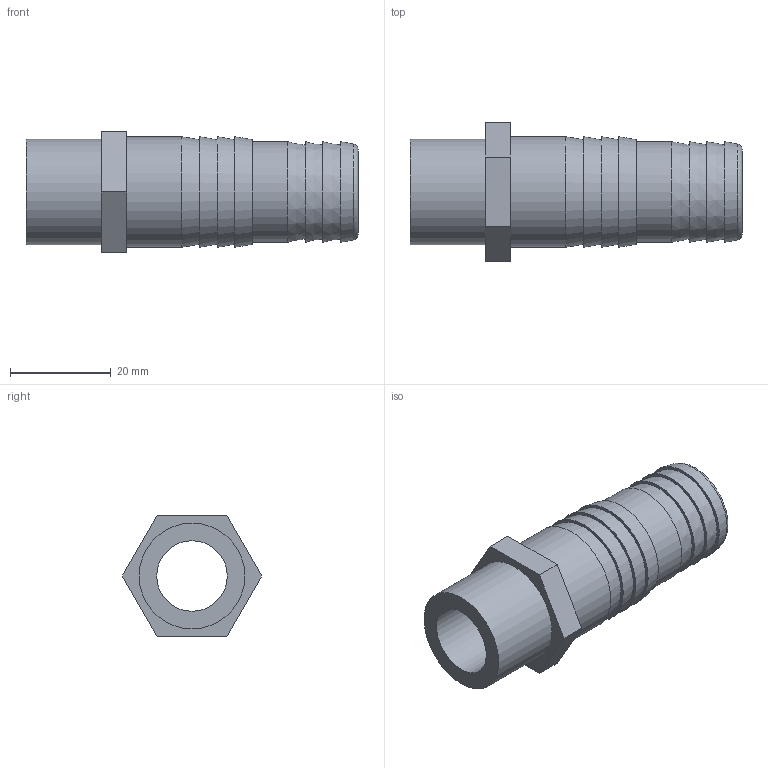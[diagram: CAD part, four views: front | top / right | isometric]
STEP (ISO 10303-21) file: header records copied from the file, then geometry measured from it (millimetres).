
FILE_DESCRIPTION(/* description */ (''),/* implementation_level */ '2;1');
FILE_NAME(/* name */ 'AFV012020022.ipt.stp',/* time_stamp */ '2013-10-01T14:35:12+02:00',/* author */ ('bfaro'),/* organization */ (''),/* preprocessor_version */ 'ST-DEVELOPER v15.2',/* originating_system */ 'Autodesk Inventor 2014',/* authorisation */ '');
FILE_SCHEMA (('AUTOMOTIVE_DESIGN { 1 0 10303 214 3 1 1 }'));
Length unit declared in the file: millimetre
Products named in the file (1): AFV012020022
Bounding box: 66 x 27.71 x 24 mm (x, y, z)
Volume: 13063.3 mm3; surface area: 8159.7 mm2
Topology: 1 solids, 1 shells, 30 faces, 56 edges, 37 vertices
Faces by surface type: plane 17, cone 8, cylinder 4, torus 1
Full cylindrical faces by diameter (mm): 14 x1, 20 x1, 21 x1, 22 x1
Entity records: 697 total; most frequent: DIRECTION 126, CARTESIAN_POINT 107, ORIENTED_EDGE 82, EDGE_LOOP 54, AXIS2_PLACEMENT_3D 54, EDGE_CURVE 41, VERTEX_POINT 35, FACE_OUTER_BOUND 30
